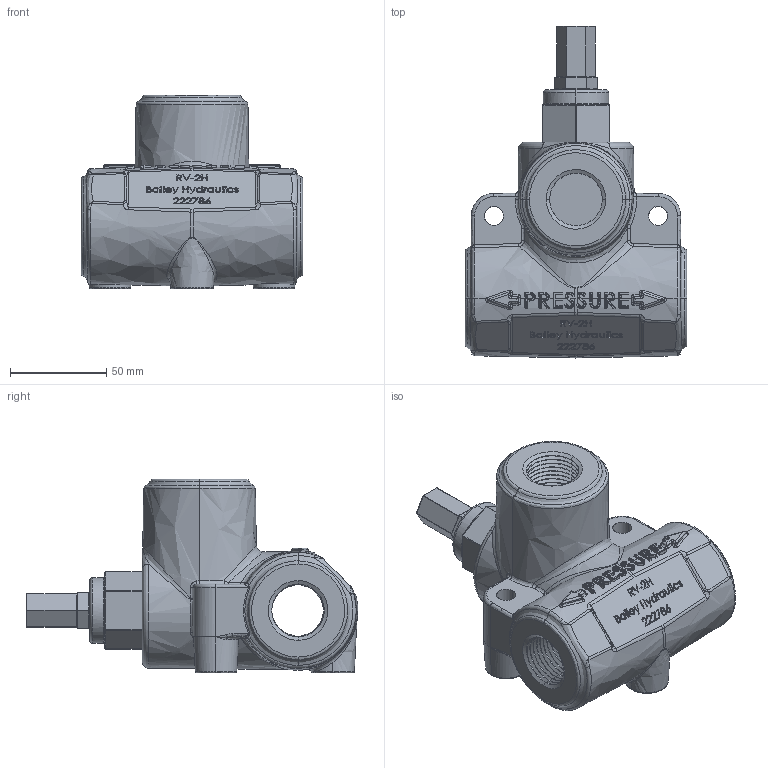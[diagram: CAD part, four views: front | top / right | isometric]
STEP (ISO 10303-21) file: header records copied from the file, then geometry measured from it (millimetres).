
FILE_DESCRIPTION(('FreeCAD Model'),'2;1');
FILE_NAME('Open CASCADE Shape Model','2025-05-05T08:32:50',('FreeCAD'),( 'FreeCAD'),'Open CASCADE STEP processor 7.6','FreeCAD','Unknown');
FILE_SCHEMA(('AUTOMOTIVE_DESIGN { 1 0 10303 214 1 1 1 1 }'));
Products named in the file (1): Open CASCADE STEP translator 7.6 1
Bounding box: 115.1 x 172.12 x 100.46 mm (x, y, z)
Volume: 542795.7 mm3; surface area: 82563.6 mm2
Topology: 1 solids, 1 shells, 1714 faces, 4013 edges, 2275 vertices
Faces by surface type: bspline 1714
Entity records: 72982 total; most frequent: CARTESIAN_POINT 50488, ORIENTED_EDGE 7880, EDGE_CURVE 3940, B_SPLINE_CURVE_WITH_KNOTS 2608, VERTEX_POINT 2275, FACE_BOUND 1767, EDGE_LOOP 1767, ADVANCED_FACE 1714
